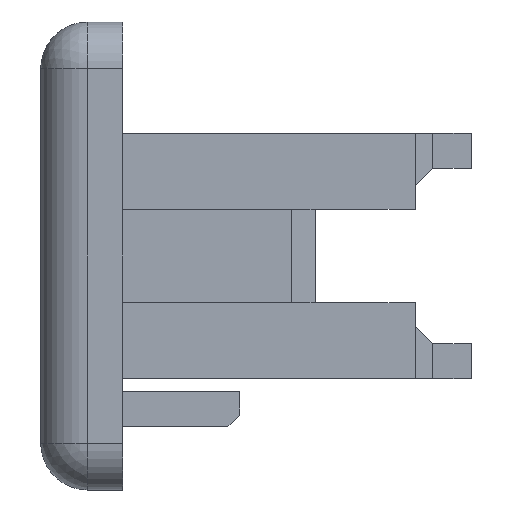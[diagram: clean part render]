
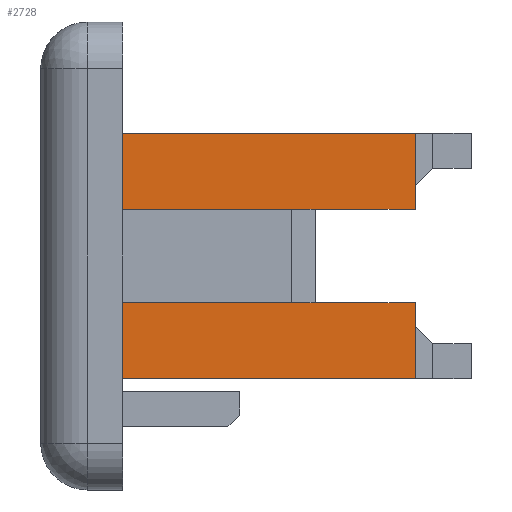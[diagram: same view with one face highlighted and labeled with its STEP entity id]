
A CAD part, left-side view. The second image highlights one B-rep face of the part: STEP entity #2728.
In plain terms, the highlighted planar face has unit normal (-1, 0, 0).
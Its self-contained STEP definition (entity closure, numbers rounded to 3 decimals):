
#290=FACE_OUTER_BOUND('',#435,.T.);
#435=EDGE_LOOP('',(#2198,#2199,#2200,#2201,#2202,#2203,#2204,#2205,#2206,
#2207));
#717=LINE('',#4335,#1016);
#730=LINE('',#4361,#1029);
#732=LINE('',#4364,#1031);
#733=LINE('',#4368,#1032);
#736=LINE('',#4373,#1035);
#745=LINE('',#4391,#1044);
#747=LINE('',#4394,#1046);
#748=LINE('',#4397,#1047);
#749=LINE('',#4398,#1048);
#750=LINE('',#4399,#1049);
#1016=VECTOR('',#3522,10.);
#1029=VECTOR('',#3545,10.);
#1031=VECTOR('',#3549,10.);
#1032=VECTOR('',#3552,10.);
#1035=VECTOR('',#3557,10.);
#1044=VECTOR('',#3576,10.);
#1046=VECTOR('',#3580,10.);
#1047=VECTOR('',#3583,10.);
#1048=VECTOR('',#3584,10.);
#1049=VECTOR('',#3585,10.);
#1289=VERTEX_POINT('',#4332);
#1290=VERTEX_POINT('',#4334);
#1297=VERTEX_POINT('',#4358);
#1298=VERTEX_POINT('',#4360);
#1299=VERTEX_POINT('',#4366);
#1300=VERTEX_POINT('',#4367);
#1301=VERTEX_POINT('',#4372);
#1304=VERTEX_POINT('',#4388);
#1305=VERTEX_POINT('',#4390);
#1306=VERTEX_POINT('',#4396);
#1623=EDGE_CURVE('',#1289,#1290,#717,.T.);
#1636=EDGE_CURVE('',#1297,#1298,#730,.T.);
#1638=EDGE_CURVE('',#1297,#1290,#732,.T.);
#1639=EDGE_CURVE('',#1299,#1300,#733,.T.);
#1642=EDGE_CURVE('',#1300,#1301,#736,.T.);
#1651=EDGE_CURVE('',#1305,#1304,#745,.T.);
#1653=EDGE_CURVE('',#1301,#1304,#747,.T.);
#1654=EDGE_CURVE('',#1306,#1289,#748,.T.);
#1655=EDGE_CURVE('',#1305,#1306,#749,.T.);
#1656=EDGE_CURVE('',#1298,#1299,#750,.T.);
#2198=ORIENTED_EDGE('',*,*,#1636,.F.);
#2199=ORIENTED_EDGE('',*,*,#1638,.T.);
#2200=ORIENTED_EDGE('',*,*,#1623,.F.);
#2201=ORIENTED_EDGE('',*,*,#1654,.F.);
#2202=ORIENTED_EDGE('',*,*,#1655,.F.);
#2203=ORIENTED_EDGE('',*,*,#1651,.T.);
#2204=ORIENTED_EDGE('',*,*,#1653,.F.);
#2205=ORIENTED_EDGE('',*,*,#1642,.F.);
#2206=ORIENTED_EDGE('',*,*,#1639,.F.);
#2207=ORIENTED_EDGE('',*,*,#1656,.F.);
#2607=PLANE('',#2952);
#2728=ADVANCED_FACE('',(#290),#2607,.T.);
#2952=AXIS2_PLACEMENT_3D('',#4395,#3581,#3582);
#3522=DIRECTION('',(0.,0.,-1.));
#3545=DIRECTION('',(0.,0.707,-0.707));
#3549=DIRECTION('',(0.,-1.,0.));
#3552=DIRECTION('',(0.,-0.707,-0.707));
#3557=DIRECTION('',(0.,-1.,0.));
#3576=DIRECTION('',(0.,-1.,0.));
#3580=DIRECTION('',(0.,0.,-1.));
#3581=DIRECTION('center_axis',(-1.,0.,0.));
#3582=DIRECTION('ref_axis',(0.,0.,-1.));
#3583=DIRECTION('',(0.,-1.,0.));
#3584=DIRECTION('',(0.,0.,1.));
#3585=DIRECTION('',(0.,0.,-1.));
#4332=CARTESIAN_POINT('',(26.1,-30.,10.5));
#4334=CARTESIAN_POINT('',(26.1,-30.,4.));
#4335=CARTESIAN_POINT('',(26.1,-30.,10.5));
#4358=CARTESIAN_POINT('',(26.1,-21.5,4.));
#4360=CARTESIAN_POINT('',(26.1,-20.,2.5));
#4361=CARTESIAN_POINT('',(26.1,-17.375,-0.125));
#4364=CARTESIAN_POINT('',(26.1,0.,4.));
#4366=CARTESIAN_POINT('',(26.1,-20.,-2.5));
#4367=CARTESIAN_POINT('',(26.1,-21.5,-4.));
#4368=CARTESIAN_POINT('',(26.1,-12.125,5.375));
#4372=CARTESIAN_POINT('',(26.1,-30.,-4.));
#4373=CARTESIAN_POINT('',(26.1,0.,-4.));
#4388=CARTESIAN_POINT('',(26.1,-30.,-10.5));
#4390=CARTESIAN_POINT('',(26.1,0.,-10.5));
#4391=CARTESIAN_POINT('',(26.1,0.,-10.5));
#4394=CARTESIAN_POINT('',(26.1,-30.,10.5));
#4395=CARTESIAN_POINT('Origin',(26.1,0.,10.5));
#4396=CARTESIAN_POINT('',(26.1,0.,10.5));
#4397=CARTESIAN_POINT('',(26.1,0.,10.5));
#4398=CARTESIAN_POINT('',(26.1,0.,5.25));
#4399=CARTESIAN_POINT('',(26.1,-20.,10.5));
